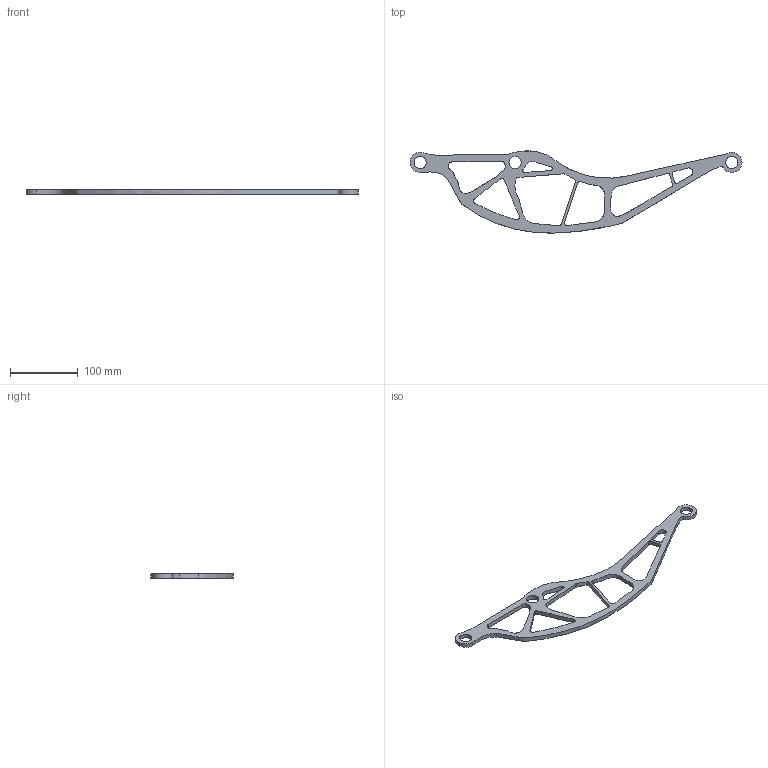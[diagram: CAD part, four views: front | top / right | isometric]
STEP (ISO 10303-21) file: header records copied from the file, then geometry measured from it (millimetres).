
FILE_DESCRIPTION(/* description */ (''),/* implementation_level */ '2;1');
FILE_NAME(/* name */ 'Final_make v22.step',/* time_stamp */ '2024-03-13T18:34:19Z',/* author */ (''),/* organization */ (''),/* preprocessor_version */ 'ST-DEVELOPER v20',/* originating_system */ 'Autodesk Translation Framework v12.20.1.177',/* authorisation */ '');
FILE_SCHEMA (('AUTOMOTIVE_DESIGN { 1 0 10303 214 3 1 1 }'));
Length unit declared in the file: millimetre
Products named in the file (1): Final_make
Bounding box: 489.98 x 121.34 x 6.3 mm (x, y, z)
Volume: 83407.9 mm3; surface area: 45037.3 mm2
Topology: 1 solids, 1 shells, 107 faces, 315 edges, 210 vertices
Faces by surface type: bspline 59, plane 29, cylinder 19
Full cylindrical faces by diameter (mm): 18 x3
Entity records: 18672 total; most frequent: CARTESIAN_POINT 16268, ORIENTED_EDGE 630, EDGE_CURVE 315, DIRECTION 294, VERTEX_POINT 210, EDGE_LOOP 127, B_SPLINE_CURVE_WITH_KNOTS 122, LINE 116
